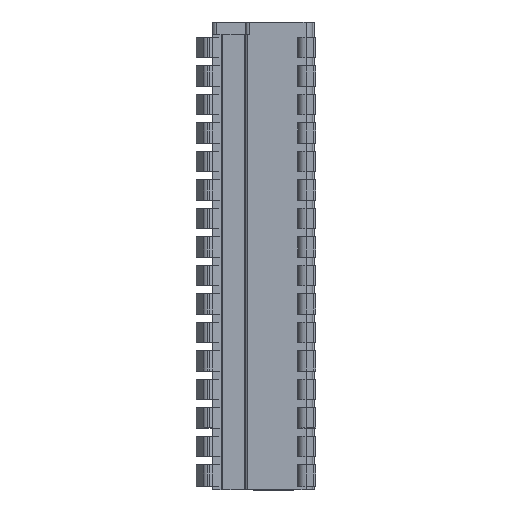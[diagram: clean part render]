
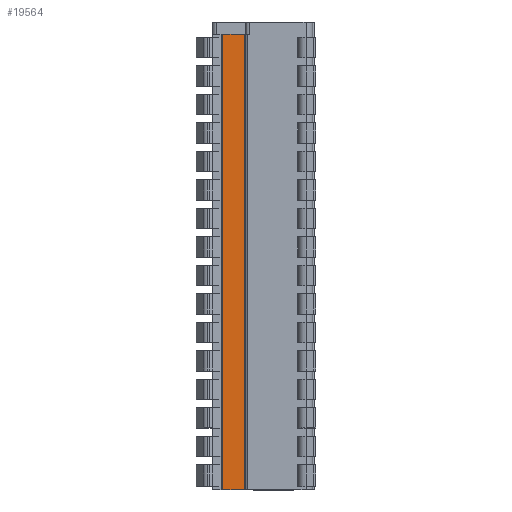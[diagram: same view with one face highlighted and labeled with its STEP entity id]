
A CAD part, top view. The second image highlights one B-rep face of the part: STEP entity #19564.
In plain terms, the highlighted planar face has unit normal (0, 0, 1).
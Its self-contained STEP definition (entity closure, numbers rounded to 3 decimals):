
#36=DIRECTION('',(1.,0.,0.));
#37=VECTOR('',#36,2.7);
#38=CARTESIAN_POINT('',(-4.12,0.,2.73));
#39=LINE('',#38,#37);
#1981=DIRECTION('',(1.,0.,0.));
#1982=VECTOR('',#1981,2.7);
#1983=CARTESIAN_POINT('',(-4.12,-56.,2.73));
#1984=LINE('',#1983,#1982);
#6637=DIRECTION('',(0.,-1.,0.));
#6638=VECTOR('',#6637,56.);
#6639=CARTESIAN_POINT('',(-4.12,0.,2.73));
#6640=LINE('',#6639,#6638);
#6641=DIRECTION('',(0.,-1.,0.));
#6642=VECTOR('',#6641,56.);
#6643=CARTESIAN_POINT('',(-1.42,0.,2.73));
#6644=LINE('',#6643,#6642);
#8830=CARTESIAN_POINT('',(-4.12,0.,2.73));
#8831=VERTEX_POINT('',#8830);
#8832=CARTESIAN_POINT('',(-1.42,0.,2.73));
#8833=VERTEX_POINT('',#8832);
#8868=CARTESIAN_POINT('',(-4.12,-56.,2.73));
#8869=VERTEX_POINT('',#8868);
#8870=CARTESIAN_POINT('',(-1.42,-56.,2.73));
#8871=VERTEX_POINT('',#8870);
#19552=CARTESIAN_POINT('',(-4.12,0.,2.73));
#19553=DIRECTION('',(0.,0.,1.));
#19554=DIRECTION('',(1.,0.,0.));
#19555=AXIS2_PLACEMENT_3D('',#19552,#19553,#19554);
#19556=PLANE('',#19555);
#19557=ORIENTED_EDGE('',*,*,#11423,.T.);
#19559=ORIENTED_EDGE('',*,*,#19558,.T.);
#19560=ORIENTED_EDGE('',*,*,#12932,.F.);
#19561=ORIENTED_EDGE('',*,*,#19545,.F.);
#19562=EDGE_LOOP('',(#19557,#19559,#19560,#19561));
#19563=FACE_OUTER_BOUND('',#19562,.F.);
#19564=ADVANCED_FACE('',(#19563),#19556,.T.);
#11423=EDGE_CURVE('',#8831,#8833,#39,.T.);
#12932=EDGE_CURVE('',#8869,#8871,#1984,.T.);
#19545=EDGE_CURVE('',#8831,#8869,#6640,.T.);
#19558=EDGE_CURVE('',#8833,#8871,#6644,.T.);
